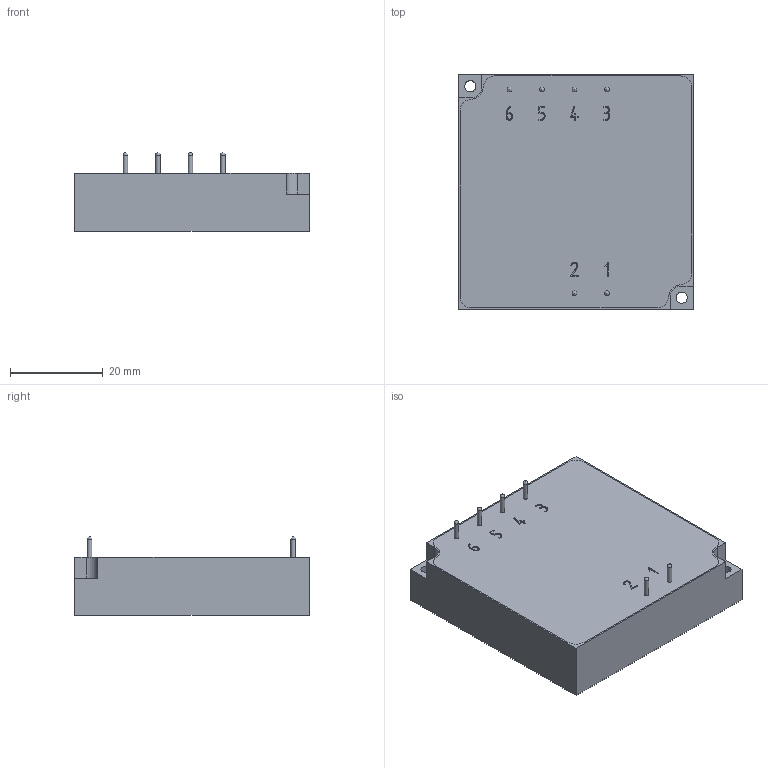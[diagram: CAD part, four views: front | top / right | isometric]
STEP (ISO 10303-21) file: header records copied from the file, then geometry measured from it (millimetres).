
FILE_DESCRIPTION(/* description */ ('Unknown'),/* implementation_level */ '2;1');
FILE_NAME(/* name */ 'M7119001',/* time_stamp */ '2020-04-18T16:05:20-04:00',/* author */ ('Unknown'),/* organization */ ('Unknown'),/* preprocessor_version */ 'ST-DEVELOPER v16.7',/* originating_system */ 'DEX',/* authorisation */ $);
FILE_SCHEMA (('CONFIG_CONTROL_DESIGN'));
Length unit declared in the file: millimetre
Products named in the file (1): M7119001
Bounding box: 50.5 x 50.5 x 16.9 mm (x, y, z)
Volume: 31612.3 mm3; surface area: 7803.9 mm2
Topology: 1 solids, 1 shells, 89 faces, 251 edges, 172 vertices
Faces by surface type: plane 57, bspline 16, cylinder 10, sphere 6
Full cylindrical faces by diameter (mm): 1 x6, 2.4 x2
Entity records: 4364 total; most frequent: CARTESIAN_POINT 1769, ORIENTED_EDGE 446, DIRECTION 293, EDGE_CURVE 223, VERTEX_POINT 158, EDGE_LOOP 115, FACE_BOUND 115, B_SPLINE_CURVE_WITH_KNOTS 106
